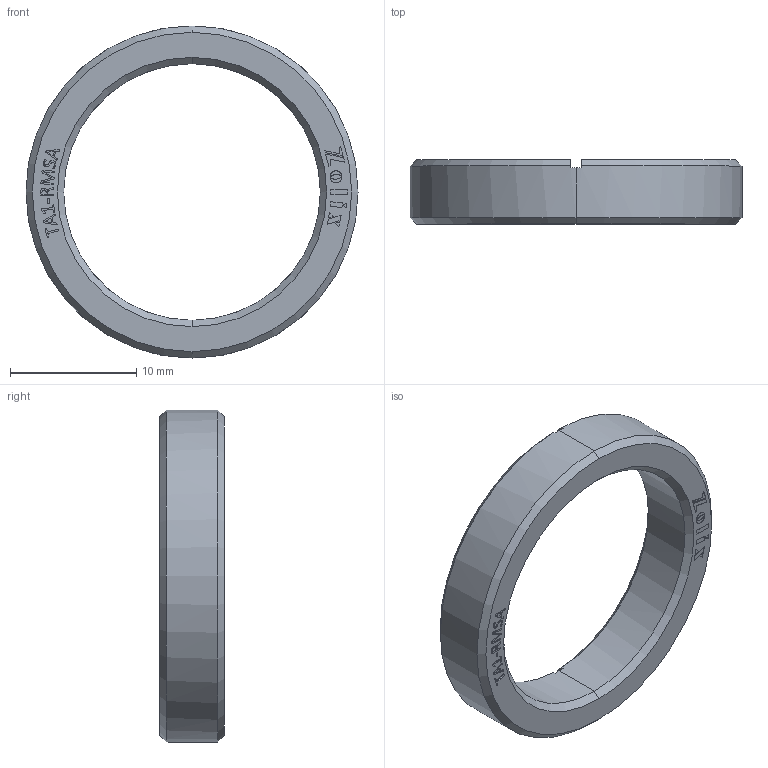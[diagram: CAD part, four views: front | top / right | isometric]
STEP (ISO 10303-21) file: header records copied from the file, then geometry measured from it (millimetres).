
FILE_DESCRIPTION (( 'STEP AP203' ), '1' );
FILE_NAME ('TA1-RMSA.STEP', '2025-10-15T07:17:09', ( '' ), ( '' ), 'SwSTEP 2.0', 'SolidWorks 2020', '' );
FILE_SCHEMA (( 'CONFIG_CONTROL_DESIGN' ));
Length unit declared in the file: millimetre
Products named in the file (1): TA1-RMSA
Bounding box: 26.29 x 5.1 x 26.29 mm (x, y, z)
Volume: 1074.8 mm3; surface area: 1104.8 mm2
Topology: 1 solids, 1 shells, 310 faces, 860 edges, 572 vertices
Faces by surface type: plane 223, bspline 75, cone 8, cylinder 4
Entity records: 11539 total; most frequent: CARTESIAN_POINT 4790, ORIENTED_EDGE 1720, EDGE_CURVE 860, DIRECTION 816, VERTEX_POINT 572, B_SPLINE_CURVE_WITH_KNOTS 540, EDGE_LOOP 332, ADVANCED_FACE 310
